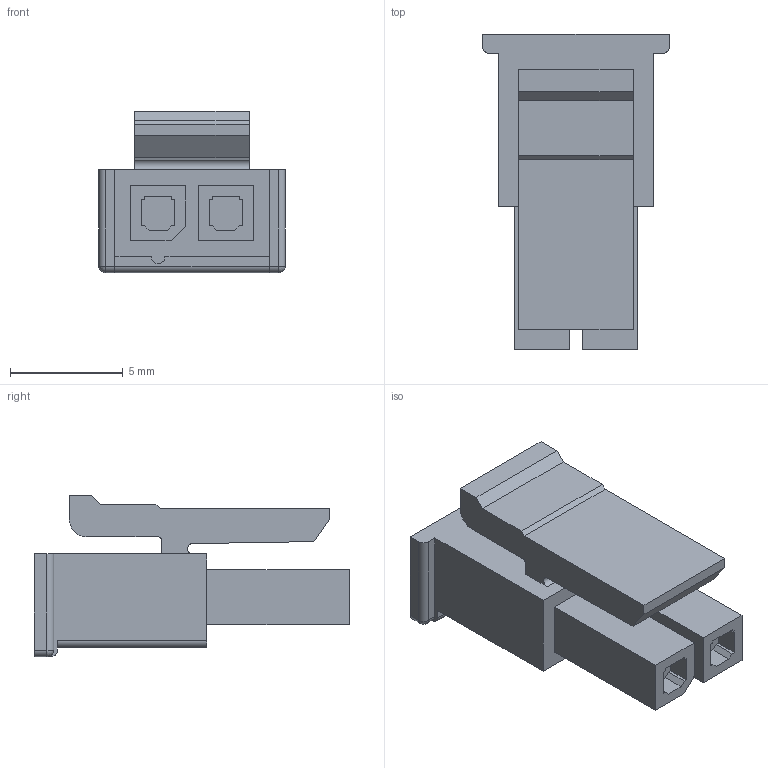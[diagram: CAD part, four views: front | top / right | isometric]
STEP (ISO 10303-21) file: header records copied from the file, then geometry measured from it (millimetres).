
FILE_DESCRIPTION((''),'2;1');
FILE_NAME('436450200','2017-12-21T',('ghp'),(''),'PRO/ENGINEER BY PARAMETRIC TECHNOLOGY CORPORATION, 2012310','PRO/ENGINEER BY PARAMETRIC TECHNOLOGY CORPORATION, 2012310','');
FILE_SCHEMA(('CONFIG_CONTROL_DESIGN'));
Length unit declared in the file: millimetre
Products named in the file (1): 436450200
Bounding box: 8.29 x 14 x 7.18 mm (x, y, z)
Volume: 375.3 mm3; surface area: 537.5 mm2
Topology: 1 solids, 1 shells, 76 faces, 201 edges, 132 vertices
Faces by surface type: plane 63, cylinder 11, sphere 2
Entity records: 2361 total; most frequent: CARTESIAN_POINT 410, ORIENTED_EDGE 402, DIRECTION 377, EDGE_CURVE 201, VECTOR 179, LINE 179, VERTEX_POINT 132, AXIS2_PLACEMENT_3D 99
